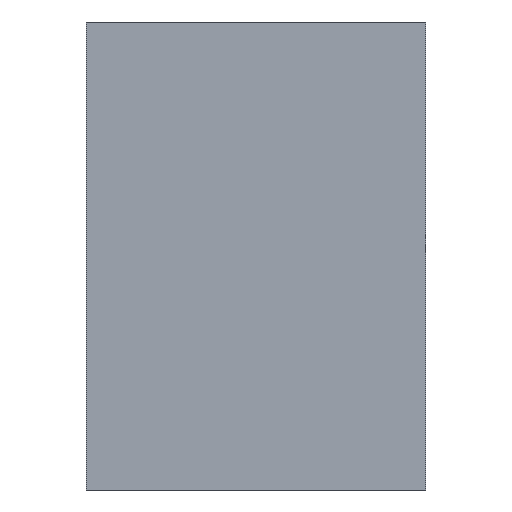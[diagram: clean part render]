
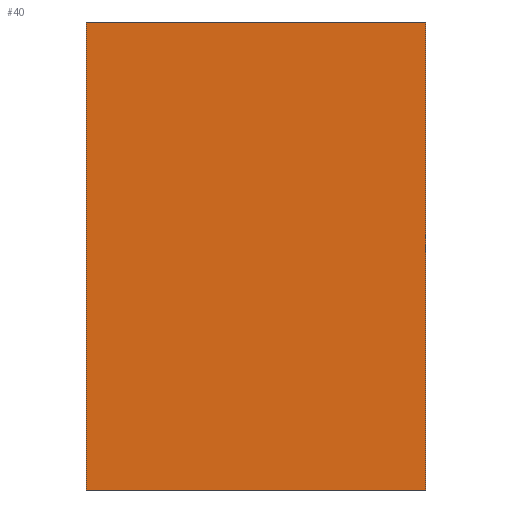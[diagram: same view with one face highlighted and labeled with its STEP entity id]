
A CAD part, left-side view. The second image highlights one B-rep face of the part: STEP entity #40.
In plain terms, the highlighted planar face has unit normal (-1, 0, 0).
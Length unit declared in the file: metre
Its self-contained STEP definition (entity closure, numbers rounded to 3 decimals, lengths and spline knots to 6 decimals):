
#40 = ADVANCED_FACE( '', ( #89 ), #90, .T. );
#89 = FACE_OUTER_BOUND( '', #138, .T. );
#90 = PLANE( '', #139 );
#138 = EDGE_LOOP( '', ( #193, #194, #195, #196 ) );
#139 = AXIS2_PLACEMENT_3D( '', #197, #198, #199 );
#193 = ORIENTED_EDGE( '', *, *, #262, .F. );
#194 = ORIENTED_EDGE( '', *, *, #259, .F. );
#195 = ORIENTED_EDGE( '', *, *, #263, .T. );
#196 = ORIENTED_EDGE( '', *, *, #248, .T. );
#197 = CARTESIAN_POINT( '', ( -0.0114, -0.019, -0.00182 ) );
#198 = DIRECTION( '', ( -1., 0., 0. ) );
#199 = DIRECTION( '', ( 0., 0., 1. ) );
#248 = EDGE_CURVE( '', #284, #281, #285, .T. );
#259 = EDGE_CURVE( '', #303, #299, #305, .T. );
#262 = EDGE_CURVE( '', #299, #281, #308, .T. );
#263 = EDGE_CURVE( '', #303, #284, #309, .T. );
#281 = VERTEX_POINT( '', #327 );
#284 = VERTEX_POINT( '', #331 );
#285 = LINE( '', #332, #333 );
#299 = VERTEX_POINT( '', #349 );
#303 = VERTEX_POINT( '', #355 );
#305 = LINE( '', #358, #359 );
#308 = LINE( '', #362, #363 );
#309 = LINE( '', #364, #365 );
#327 = CARTESIAN_POINT( '', ( -0.0114, 0., 0.01128 ) );
#331 = CARTESIAN_POINT( '', ( -0.0114, -0.019, 0.01128 ) );
#332 = CARTESIAN_POINT( '', ( -0.0114, -0.019, 0.01128 ) );
#333 = VECTOR( '', #389, 1. );
#349 = CARTESIAN_POINT( '', ( -0.0114, 0., -0.01492 ) );
#355 = CARTESIAN_POINT( '', ( -0.0114, -0.019, -0.01492 ) );
#358 = CARTESIAN_POINT( '', ( -0.0114, -0.019, -0.01492 ) );
#359 = VECTOR( '', #407, 1. );
#362 = CARTESIAN_POINT( '', ( -0.0114, 0., -0.00182 ) );
#363 = VECTOR( '', #408, 1. );
#364 = CARTESIAN_POINT( '', ( -0.0114, -0.019, -0.00182 ) );
#365 = VECTOR( '', #409, 1. );
#389 = DIRECTION( '', ( 0., 1., 0. ) );
#407 = DIRECTION( '', ( 0., 1., 0. ) );
#408 = DIRECTION( '', ( 0., 0., 1. ) );
#409 = DIRECTION( '', ( 0., 0., 1. ) );
